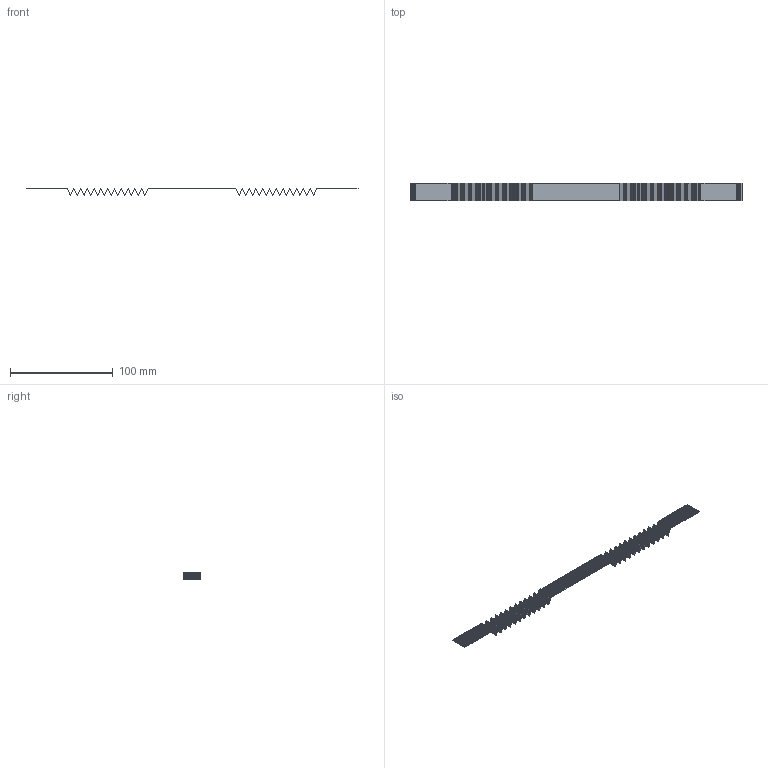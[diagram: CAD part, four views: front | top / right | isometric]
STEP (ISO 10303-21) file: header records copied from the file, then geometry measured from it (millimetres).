
FILE_DESCRIPTION(/* description */ ('Unknown'),/* implementation_level */ '2;1');
FILE_NAME(/* name */ '686616225001',/* time_stamp */ '2020-12-07T09:40:31+01:00',/* author */ ('Unknown'),/* organization */ ('Unknown'),/* preprocessor_version */ 'ST-DEVELOPER v16.7',/* originating_system */ 'DEX',/* authorisation */ $);
FILE_SCHEMA (('AUTOMOTIVE_DESIGN {1 0 10303 214 3 1 1}'));
Products named in the file (2): 6866xx225001; 686616225001
Assembly tree (1 placements, depth 2):
  6866xx225001
    686616225001
Bounding box: 323.56 x 17 x 7.62 mm (x, y, z)
Volume: 810.5 mm3; surface area: 31689.8 mm2
Topology: 1 solids, 1 shells, 1820 faces, 5478 edges, 3628 vertices
Faces by surface type: plane 1820
Entity records: 73066 total; most frequent: ORIENTED_EDGE 10956, CARTESIAN_POINT 10931, DIRECTION 9121, EDGE_CURVE 5478, LINE 5477, VECTOR 5477, VERTEX_POINT 3628, AXIS2_PLACEMENT_3D 1822
